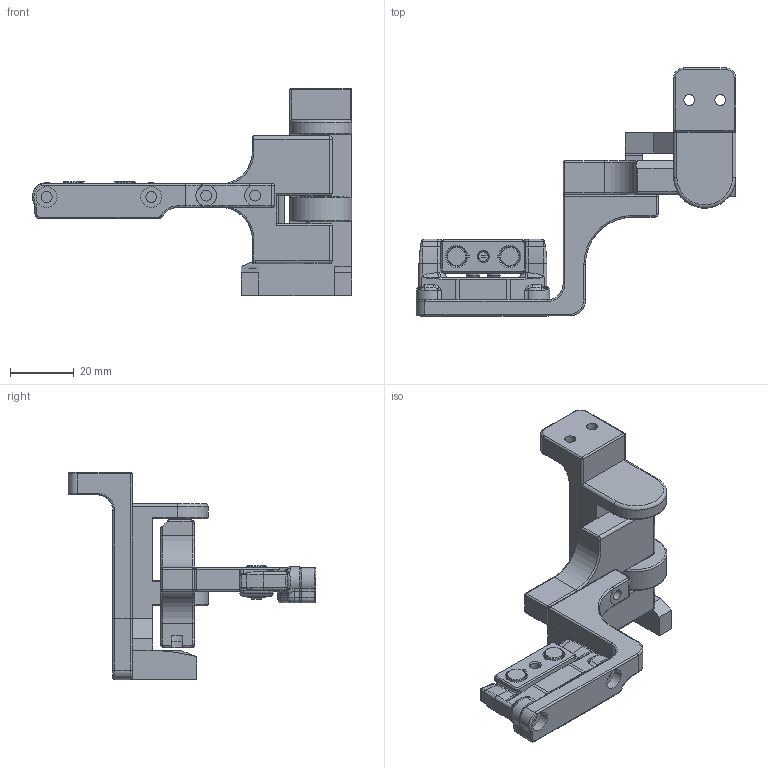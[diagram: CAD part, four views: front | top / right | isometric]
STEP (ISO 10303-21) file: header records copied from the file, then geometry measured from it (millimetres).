
FILE_DESCRIPTION(/* description */ ('','CAx-IF Rec.Pracs.---Representation and Presentation of Product Manufacturing Information (PMI)---4.0---2014-10-13'),/* implementation_level */ '2;1');
FILE_NAME(/* name */ 'Klicky probe retract dock VzBot ecosistem v1 (1).step',/* time_stamp */ '2025-02-12T20:32:18+07:00',/* author */ (''),/* organization */ (''),/* preprocessor_version */ 'ST-DEVELOPER v20',/* originating_system */ 'Autodesk Translation Framework v13.20.0.188',/* authorisation */ '');
FILE_SCHEMA (('AP242_MANAGED_MODEL_BASED_3D_ENGINEERING_MIM_LF { 1 0 10303 442 1 1 4 }'));
Length unit declared in the file: millimetre
Products named in the file (14): Klicky probe retract dock VzBot ecosistem v1 (1); Fixed V4 (VZ) (1) (1); Servo Mount; Ptfe 39.5mm (1) (1); Servo Arm; Microswitch dock - short v1 (1); Omron_Mag_Probe_Assembly v1 (2); OMRON_D2F_Switch (2); Probe_holder_d2f (2); 6x3_Magnet (2); pan head tapping screw_am(PHT 2x10x9.2-type I-D-N) (2); Klicky Dock; Servo Klicky Mount; Klicky Arm Adapter
Assembly tree (15 placements, depth 4):
  Klicky probe retract dock VzBot ecosistem v1 (1)
    Fixed V4 (VZ) (1) (1)
      Servo Mount
        Ptfe 39.5mm (1) (1)
      Servo Arm
    Microswitch dock - short v1 (1)
      Omron_Mag_Probe_Assembly v1 (2)
        OMRON_D2F_Switch (2)
        6x3_Magnet (2)  x2
        pan head tapping screw_am(PHT 2x10x9.2-type I-D-N) (2)  x2
        Probe_holder_d2f (2)
      Klicky Dock
    Servo Klicky Mount
    Klicky Arm Adapter
Bounding box: 99.87 x 77.48 x 64.81 mm (x, y, z)
Volume: 42398.6 mm3; surface area: 24572.6 mm2
Topology: 16 solids, 16 shells, 733 faces, 1753 edges, 1048 vertices
Faces by surface type: plane 277, cylinder 240, bspline 103, cone 46, torus 45, sphere 22
Full cylindrical faces by diameter (mm): 1 x6, 1.6 x2, 1.8 x8, 1.9 x1, 2 x4, 3 x1, 3.4 x8, 4 x2, 4.4 x5, 4.7 x6, 6 x2, 6.5 x2
Entity records: 27105 total; most frequent: CARTESIAN_POINT 10864, DIRECTION 3333, ORIENTED_EDGE 3290, EDGE_CURVE 1645, AXIS2_PLACEMENT_3D 1245, VERTEX_POINT 991, LINE 843, VECTOR 843
